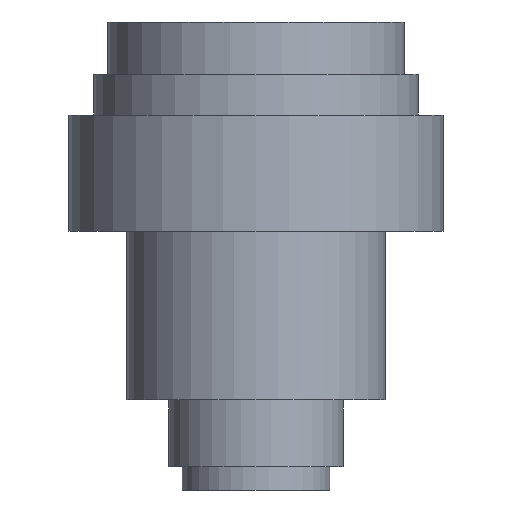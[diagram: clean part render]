
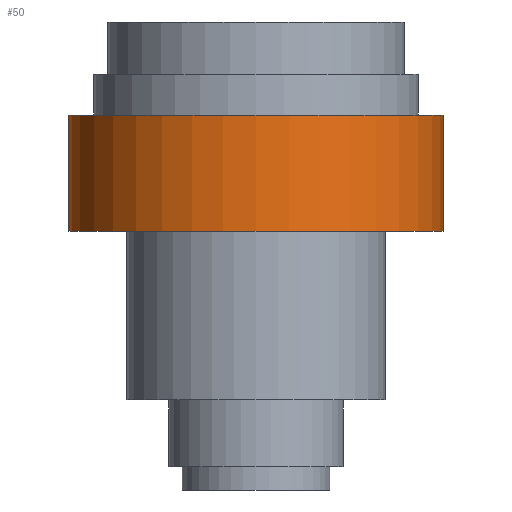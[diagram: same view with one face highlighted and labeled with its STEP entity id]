
A CAD part, front view. The second image highlights one B-rep face of the part: STEP entity #50.
In plain terms, the highlighted cylindrical face has radius 32.2 mm (diameter 64.4 mm), a partial arc.
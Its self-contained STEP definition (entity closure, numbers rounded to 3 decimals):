
#50 = ADVANCED_FACE ( 'NONE', ( #351 ), #186, .T. ) ;
#83 = VERTEX_POINT ( 'NONE', #565 ) ;
#117 = VECTOR ( 'NONE', #418, 1000. ) ;
#121 = DIRECTION ( 'NONE',  ( 0., 0., -1. ) ) ;
#144 = CIRCLE ( 'NONE', #554, 32.2 ) ;
#186 = CYLINDRICAL_SURFACE ( 'NONE', #539, 32.2 ) ;
#279 = EDGE_LOOP ( 'NONE', ( #585, #616, #382, #1044 ) ) ;
#291 = DIRECTION ( 'NONE',  ( 0., 0., -1. ) ) ;
#325 = EDGE_CURVE ( 'NONE', #908, #83, #144, .T. ) ;
#351 = FACE_OUTER_BOUND ( 'NONE', #279, .T. ) ;
#380 = CARTESIAN_POINT ( 'NONE',  ( 32.2, 0., -46.494 ) ) ;
#382 = ORIENTED_EDGE ( 'NONE', *, *, #800, .T. ) ;
#418 = DIRECTION ( 'NONE',  ( 0., 0., -1. ) ) ;
#419 = DIRECTION ( 'NONE',  ( -1., 0., 0. ) ) ;
#453 = CARTESIAN_POINT ( 'NONE',  ( 0., 0., 20. ) ) ;
#466 = DIRECTION ( 'NONE',  ( -1., 0., 0. ) ) ;
#493 = CARTESIAN_POINT ( 'NONE',  ( 32.2, 0., 20. ) ) ;
#502 = VECTOR ( 'NONE', #291, 1000. ) ;
#508 = EDGE_CURVE ( 'NONE', #645, #726, #749, .T. ) ;
#529 = CARTESIAN_POINT ( 'NONE',  ( 0., 0., -46.494 ) ) ;
#539 = AXIS2_PLACEMENT_3D ( 'NONE', #529, #121, #766 ) ;
#554 = AXIS2_PLACEMENT_3D ( 'NONE', #885, #728, #419 ) ;
#565 = CARTESIAN_POINT ( 'NONE',  ( -32.2, 0., 0. ) ) ;
#585 = ORIENTED_EDGE ( 'NONE', *, *, #673, .F. ) ;
#616 = ORIENTED_EDGE ( 'NONE', *, *, #508, .T. ) ;
#621 = DIRECTION ( 'NONE',  ( 0., 0., -1. ) ) ;
#645 = VERTEX_POINT ( 'NONE', #493 ) ;
#662 = AXIS2_PLACEMENT_3D ( 'NONE', #453, #621, #466 ) ;
#673 = EDGE_CURVE ( 'NONE', #645, #908, #1048, .T. ) ;
#726 = VERTEX_POINT ( 'NONE', #998 ) ;
#728 = DIRECTION ( 'NONE',  ( 0., 0., -1. ) ) ;
#749 = CIRCLE ( 'NONE', #662, 32.2 ) ;
#766 = DIRECTION ( 'NONE',  ( -1., 0., 0. ) ) ;
#800 = EDGE_CURVE ( 'NONE', #726, #83, #892, .T. ) ;
#807 = CARTESIAN_POINT ( 'NONE',  ( 32.2, 0., 0. ) ) ;
#866 = CARTESIAN_POINT ( 'NONE',  ( -32.2, 0., -46.494 ) ) ;
#885 = CARTESIAN_POINT ( 'NONE',  ( 0., 0., 0. ) ) ;
#892 = LINE ( 'NONE', #866, #117 ) ;
#908 = VERTEX_POINT ( 'NONE', #807 ) ;
#998 = CARTESIAN_POINT ( 'NONE',  ( -32.2, 0., 20. ) ) ;
#1044 = ORIENTED_EDGE ( 'NONE', *, *, #325, .F. ) ;
#1048 = LINE ( 'NONE', #380, #502 ) ;
